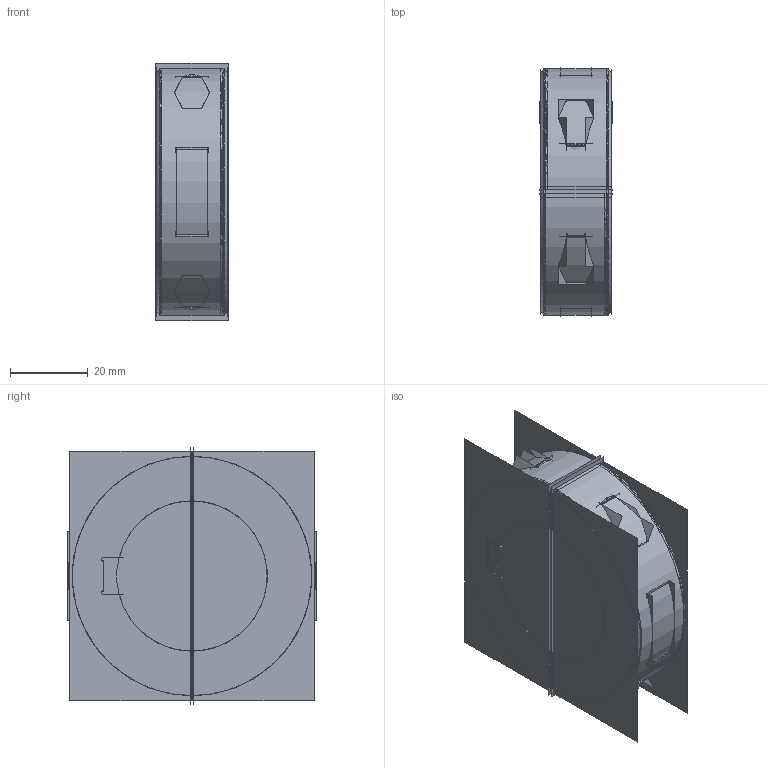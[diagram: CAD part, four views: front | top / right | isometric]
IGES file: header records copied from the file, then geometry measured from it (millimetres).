
Start section:  PTC IGES file: P612-1-7_16.igs
Global section: file name: P612-1-7_16.igs; native system: Pro/ENGINEER by Parametric Technology Corporation; preprocessor: 2004080; author: Antonio Fiore; organization: Unknown; date: 051006.181313; units: millimetre
Bounding box: 18.72 x 63.68 x 66.03 mm (x, y, z)
Surface area: 36298.9 mm2 (no closed solid volume)
Topology: 0 solids, 0 shells, 360 faces, 4670 edges, 6116 vertices
Faces by surface type: bspline 190, revolution 170
